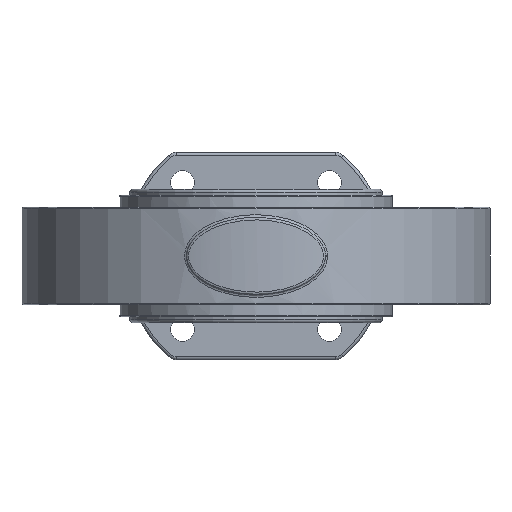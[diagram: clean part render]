
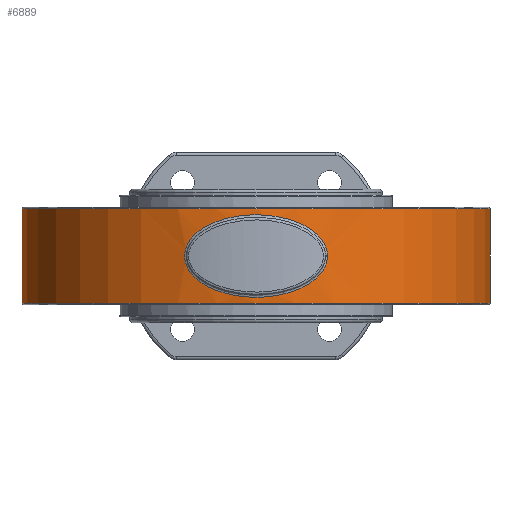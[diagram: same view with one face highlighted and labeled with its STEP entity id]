
A CAD part, front view. The second image highlights one B-rep face of the part: STEP entity #6889.
In plain terms, the highlighted cylindrical face has radius 79 mm (diameter 158 mm), a partial arc.
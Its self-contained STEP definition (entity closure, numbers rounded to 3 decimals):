
#135=FACE_BOUND('',#1703,.T.);
#189=CYLINDRICAL_SURFACE('',#7418,79.);
#403=LINE('',#10974,#791);
#404=LINE('',#10977,#792);
#791=VECTOR('',#8285,10.);
#792=VECTOR('',#8288,10.);
#1298=FACE_OUTER_BOUND('',#1702,.T.);
#1702=EDGE_LOOP('',(#4450,#4451,#4452,#4453));
#1703=EDGE_LOOP('',(#4454,#4455));
#2158=CIRCLE('',#7419,79.);
#2159=CIRCLE('',#7420,79.);
#2574=B_SPLINE_CURVE_WITH_KNOTS('',3,(#10438,#10439,#10440,#10441,#10442,
#10443,#10444,#10445,#10446,#10447,#10448,#10449,#10450,#10451,#10452,#10453,
#10454,#10455,#10456,#10457,#10458,#10459,#10460,#10461,#10462),
 .UNSPECIFIED.,.F.,.F.,(4,1,1,1,1,1,1,1,1,1,1,1,1,1,1,1,1,1,1,1,1,1,4),
(-6.17,-5.729,-5.289,-4.408,
-3.528,-2.647,-2.06,-1.473,
-0.886,-0.592,-0.299,-0.005,
0.288,0.582,0.875,1.462,
2.049,2.636,3.224,4.398,5.278,
5.719,6.159),.UNSPECIFIED.);
#2582=B_SPLINE_CURVE_WITH_KNOTS('',3,(#10965,#10966,#10967,#10968),
 .UNSPECIFIED.,.F.,.F.,(4,4),(6.159,6.17),
 .UNSPECIFIED.);
#2733=VERTEX_POINT('',#10430);
#2735=VERTEX_POINT('',#10437);
#2766=VERTEX_POINT('',#10970);
#2767=VERTEX_POINT('',#10971);
#2768=VERTEX_POINT('',#10973);
#2769=VERTEX_POINT('',#10975);
#3386=EDGE_CURVE('',#2733,#2735,#2574,.T.);
#3419=EDGE_CURVE('',#2735,#2733,#2582,.T.);
#3420=EDGE_CURVE('',#2766,#2767,#2158,.T.);
#3421=EDGE_CURVE('',#2768,#2766,#403,.T.);
#3422=EDGE_CURVE('',#2769,#2768,#2159,.T.);
#3423=EDGE_CURVE('',#2767,#2769,#404,.T.);
#4450=ORIENTED_EDGE('',*,*,#3420,.F.);
#4451=ORIENTED_EDGE('',*,*,#3421,.F.);
#4452=ORIENTED_EDGE('',*,*,#3422,.F.);
#4453=ORIENTED_EDGE('',*,*,#3423,.F.);
#4454=ORIENTED_EDGE('',*,*,#3419,.F.);
#4455=ORIENTED_EDGE('',*,*,#3386,.F.);
#6889=ADVANCED_FACE('',(#1298,#135),#189,.T.);
#7418=AXIS2_PLACEMENT_3D('',#10969,#8281,#8282);
#7419=AXIS2_PLACEMENT_3D('',#10972,#8283,#8284);
#7420=AXIS2_PLACEMENT_3D('',#10976,#8286,#8287);
#8281=DIRECTION('center_axis',(0.,0.,1.));
#8282=DIRECTION('ref_axis',(0.,-1.,0.));
#8283=DIRECTION('center_axis',(0.,0.,-1.));
#8284=DIRECTION('ref_axis',(0.,-1.,0.));
#8285=DIRECTION('',(0.,0.,-1.));
#8286=DIRECTION('center_axis',(0.,0.,1.));
#8287=DIRECTION('ref_axis',(0.,-1.,0.));
#8288=DIRECTION('',(0.,0.,1.));
#10430=CARTESIAN_POINT('',(24.086,-75.239,0.102));
#10437=CARTESIAN_POINT('',(24.087,-75.238,-0.004));
#10438=CARTESIAN_POINT('Ctrl Pts',(24.086,-75.239,0.102));
#10439=CARTESIAN_POINT('Ctrl Pts',(24.068,-75.244,1.571));
#10440=CARTESIAN_POINT('Ctrl Pts',(23.203,-75.526,4.473));
#10441=CARTESIAN_POINT('Ctrl Pts',(19.356,-76.652,8.876));
#10442=CARTESIAN_POINT('Ctrl Pts',(12.864,-78.098,12.2));
#10443=CARTESIAN_POINT('Ctrl Pts',(4.321,-79.043,13.997));
#10444=CARTESIAN_POINT('Ctrl Pts',(-3.514,-79.036,
13.979));
#10445=CARTESIAN_POINT('Ctrl Pts',(-10.197,-78.407,
12.788));
#10446=CARTESIAN_POINT('Ctrl Pts',(-15.648,-77.497,
10.853));
#10447=CARTESIAN_POINT('Ctrl Pts',(-19.732,-76.521,
8.298));
#10448=CARTESIAN_POINT('Ctrl Pts',(-22.344,-75.781,
5.463));
#10449=CARTESIAN_POINT('Ctrl Pts',(-23.747,-75.349,2.888));
#10450=CARTESIAN_POINT('Ctrl Pts',(-24.266,-75.18,
-0.058));
#10451=CARTESIAN_POINT('Ctrl Pts',(-23.713,-75.36,-2.979));
#10452=CARTESIAN_POINT('Ctrl Pts',(-22.272,-75.802,
-5.559));
#10453=CARTESIAN_POINT('Ctrl Pts',(-19.651,-76.543,
-8.359));
#10454=CARTESIAN_POINT('Ctrl Pts',(-15.538,-77.519,
-10.907));
#10455=CARTESIAN_POINT('Ctrl Pts',(-10.092,-78.421,
-12.812));
#10456=CARTESIAN_POINT('Ctrl Pts',(-4.346,-78.952,-13.827));
#10457=CARTESIAN_POINT('Ctrl Pts',(3.429,-79.095,-14.075));
#10458=CARTESIAN_POINT('Ctrl Pts',(12.126,-78.275,-12.604));
#10459=CARTESIAN_POINT('Ctrl Pts',(19.438,-76.629,-8.817));
#10460=CARTESIAN_POINT('Ctrl Pts',(23.256,-75.51,-4.384));
#10461=CARTESIAN_POINT('Ctrl Pts',(24.086,-75.239,-1.473));
#10462=CARTESIAN_POINT('Ctrl Pts',(24.087,-75.238,-0.004));
#10965=CARTESIAN_POINT('Ctrl Pts',(24.087,-75.238,-0.004));
#10966=CARTESIAN_POINT('Ctrl Pts',(24.087,-75.238,0.031));
#10967=CARTESIAN_POINT('Ctrl Pts',(24.087,-75.239,0.067));
#10968=CARTESIAN_POINT('Ctrl Pts',(24.086,-75.239,0.102));
#10969=CARTESIAN_POINT('Origin',(0.,0.,0.));
#10970=CARTESIAN_POINT('',(54.082,57.586,-16.));
#10971=CARTESIAN_POINT('',(-54.082,57.586,-16.));
#10972=CARTESIAN_POINT('Origin',(0.,0.,-16.));
#10973=CARTESIAN_POINT('',(54.082,57.586,16.));
#10974=CARTESIAN_POINT('',(54.082,57.586,0.));
#10975=CARTESIAN_POINT('',(-54.082,57.586,16.));
#10976=CARTESIAN_POINT('Origin',(0.,0.,16.));
#10977=CARTESIAN_POINT('',(-54.082,57.586,0.));
